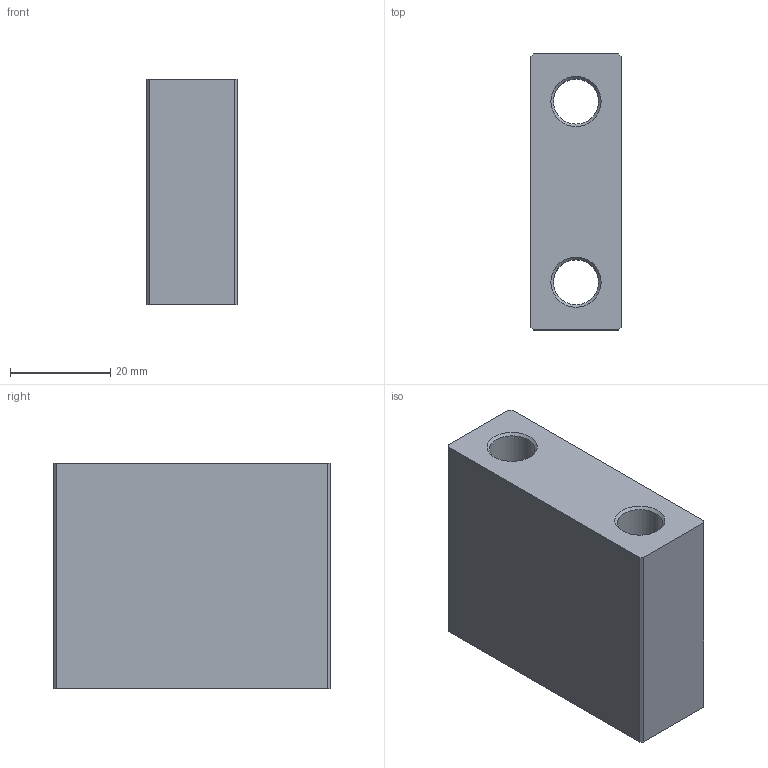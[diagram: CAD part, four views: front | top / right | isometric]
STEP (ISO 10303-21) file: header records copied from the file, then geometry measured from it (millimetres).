
FILE_DESCRIPTION(/* description */ ('Spacer Lagerstück Pneumatikzylinder'),/* implementation_level */ '2;1');
FILE_NAME(/* name */ 'JR 811182.ipt_.step',/* time_stamp */ '2025-07-23T16:24:07+02:00',/* author */ ('ALHA'),/* organization */ (''),/* preprocessor_version */ 'ST-DEVELOPER v20',/* originating_system */ 'Autodesk Inventor 2025',/* authorisation */ '');
FILE_SCHEMA (('AUTOMOTIVE_DESIGN { 1 0 10303 214 3 1 1 }'));
Length unit declared in the file: millimetre
Products named in the file (1): JR 811182
Bounding box: 18 x 55 x 45 mm (x, y, z)
Volume: 38787.3 mm3; surface area: 10754.7 mm2
Topology: 1 solids, 1 shells, 16 faces, 40 edges, 26 vertices
Faces by surface type: plane 10, cone 4, cylinder 2
Full cylindrical faces by diameter (mm): 9 x2
Entity records: 529 total; most frequent: DIRECTION 84, CARTESIAN_POINT 83, ORIENTED_EDGE 80, EDGE_CURVE 40, LINE 30, VECTOR 30, AXIS2_PLACEMENT_3D 27, VERTEX_POINT 26
